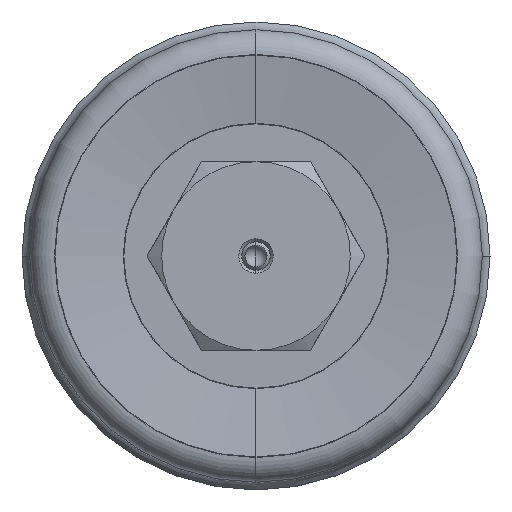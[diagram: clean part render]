
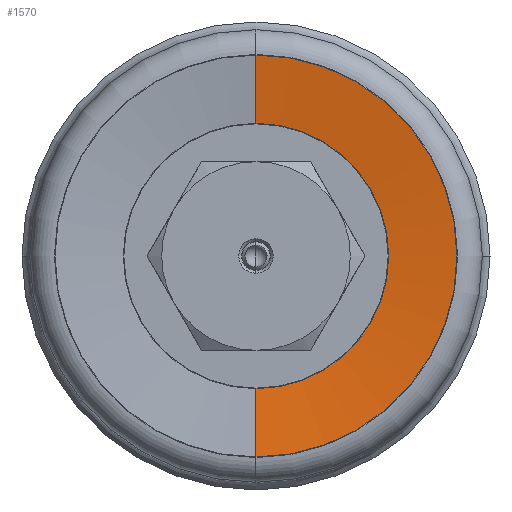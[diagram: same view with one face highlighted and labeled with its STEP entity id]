
A CAD part, left-side view. The second image highlights one B-rep face of the part: STEP entity #1570.
In plain terms, the highlighted conical face has half-angle 82.262 degrees and reference radius 33.814 mm.
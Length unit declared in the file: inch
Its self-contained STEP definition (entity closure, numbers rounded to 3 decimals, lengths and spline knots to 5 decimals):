
#142 = VECTOR ( 'NONE', #9314, 39.37008 ) ;
#163 = DIRECTION ( 'NONE',  ( 0., -1., 0. ) ) ;
#292 = CARTESIAN_POINT ( 'NONE',  ( -0.054, 0., -1.33125 ) ) ;
#956 = CARTESIAN_POINT ( 'NONE',  ( -0.054, 0., 1.33125 ) ) ;
#1245 = DIRECTION ( 'NONE',  ( -1., 0., 0. ) ) ;
#1506 = LINE ( 'NONE', #6030, #8388 ) ;
#1570 = ADVANCED_FACE ( 'NONE', ( #4279 ), #7234, .F. ) ;
#2137 = DIRECTION ( 'NONE',  ( -0.135, 0., 0.991 ) ) ;
#3127 = CARTESIAN_POINT ( 'NONE',  ( 0.008, 0., -0.875 ) ) ;
#3238 = VERTEX_POINT ( 'NONE', #956 ) ;
#3513 = EDGE_CURVE ( 'NONE', #3715, #3238, #8033, .T. ) ;
#3642 = AXIS2_PLACEMENT_3D ( 'NONE', #7943, #1245, #4246 ) ;
#3715 = VERTEX_POINT ( 'NONE', #7224 ) ;
#3851 = AXIS2_PLACEMENT_3D ( 'NONE', #9090, #5974, #163 ) ;
#3942 = ORIENTED_EDGE ( 'NONE', *, *, #3513, .T. ) ;
#4246 = DIRECTION ( 'NONE',  ( 0., 0., 1. ) ) ;
#4279 = FACE_OUTER_BOUND ( 'NONE', #5799, .T. ) ;
#4746 = AXIS2_PLACEMENT_3D ( 'NONE', #9512, #8613, #5025 ) ;
#5025 = DIRECTION ( 'NONE',  ( 0., 0., 1. ) ) ;
#5799 = EDGE_LOOP ( 'NONE', ( #6543, #6969, #3942, #8283 ) ) ;
#5974 = DIRECTION ( 'NONE',  ( -1., 0., 0. ) ) ;
#6030 = CARTESIAN_POINT ( 'NONE',  ( -0.054, 0., 1.33125 ) ) ;
#6543 = ORIENTED_EDGE ( 'NONE', *, *, #8453, .F. ) ;
#6600 = CIRCLE ( 'NONE', #3642, 0.875 ) ;
#6828 = VERTEX_POINT ( 'NONE', #8092 ) ;
#6969 = ORIENTED_EDGE ( 'NONE', *, *, #7666, .T. ) ;
#7224 = CARTESIAN_POINT ( 'NONE',  ( -0.054, 0., -1.33125 ) ) ;
#7234 = CONICAL_SURFACE ( 'NONE', #4746, 1.33125, 1.436 ) ;
#7666 = EDGE_CURVE ( 'NONE', #9536, #3715, #7928, .T. ) ;
#7928 = LINE ( 'NONE', #292, #142 ) ;
#7943 = CARTESIAN_POINT ( 'NONE',  ( 0.008, 0., 0. ) ) ;
#8033 = CIRCLE ( 'NONE', #3851, 1.33125 ) ;
#8092 = CARTESIAN_POINT ( 'NONE',  ( 0.008, 0., 0.875 ) ) ;
#8283 = ORIENTED_EDGE ( 'NONE', *, *, #9458, .F. ) ;
#8388 = VECTOR ( 'NONE', #2137, 39.37008 ) ;
#8453 = EDGE_CURVE ( 'NONE', #9536, #6828, #6600, .T. ) ;
#8613 = DIRECTION ( 'NONE',  ( -1., 0., 0. ) ) ;
#9090 = CARTESIAN_POINT ( 'NONE',  ( -0.054, 0., 0. ) ) ;
#9314 = DIRECTION ( 'NONE',  ( -0.135, 0., -0.991 ) ) ;
#9458 = EDGE_CURVE ( 'NONE', #6828, #3238, #1506, .T. ) ;
#9512 = CARTESIAN_POINT ( 'NONE',  ( -0.054, 0., 0. ) ) ;
#9536 = VERTEX_POINT ( 'NONE', #3127 ) ;
